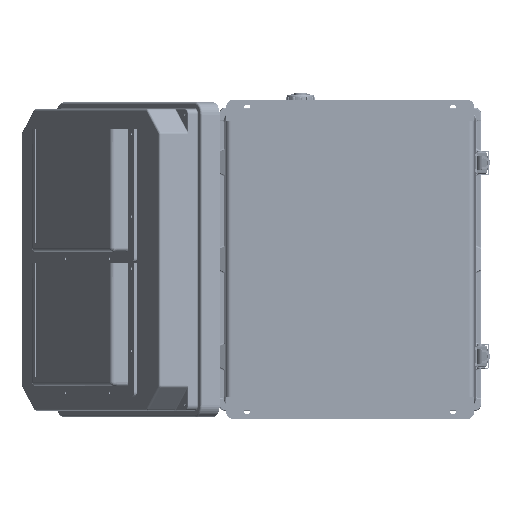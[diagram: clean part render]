
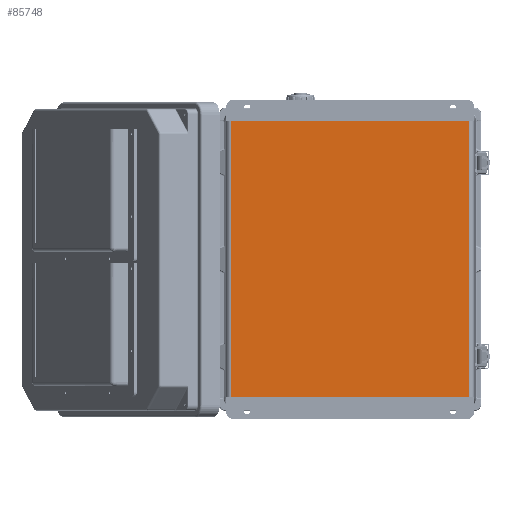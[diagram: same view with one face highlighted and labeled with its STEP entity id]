
A CAD part, front view. The second image highlights one B-rep face of the part: STEP entity #85748.
In plain terms, the highlighted planar face has unit normal (0, -1, 0).
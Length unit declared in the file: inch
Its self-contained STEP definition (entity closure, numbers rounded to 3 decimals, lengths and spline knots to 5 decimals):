
#1324 = FACE_OUTER_BOUND ( 'NONE', #130123, .T. ) ;
#1747 = VECTOR ( 'NONE', #15802, 39.37008 ) ;
#7350 = EDGE_CURVE ( 'NONE', #97822, #47611, #65230, .T. ) ;
#9831 = AXIS2_PLACEMENT_3D ( 'NONE', #97175, #43681, #86063 ) ;
#12927 = CARTESIAN_POINT ( 'NONE',  ( 5.78771, 0.05906, -14.4685 ) ) ;
#15802 = DIRECTION ( 'NONE',  ( -1., 0., 0. ) ) ;
#16363 = VECTOR ( 'NONE', #108254, 39.37008 ) ;
#19551 = ORIENTED_EDGE ( 'NONE', *, *, #118050, .F. ) ;
#24760 = LINE ( 'NONE', #131069, #59627 ) ;
#34608 = CARTESIAN_POINT ( 'NONE',  ( 5.78771, 0.05906, -1.04331 ) ) ;
#43681 = DIRECTION ( 'NONE',  ( 0., 1., 0. ) ) ;
#47611 = VERTEX_POINT ( 'NONE', #52931 ) ;
#51087 = ORIENTED_EDGE ( 'NONE', *, *, #7350, .T. ) ;
#51504 = EDGE_CURVE ( 'NONE', #135264, #60086, #68638, .T. ) ;
#52931 = CARTESIAN_POINT ( 'NONE',  ( -5.78771, 0.05906, -1.04331 ) ) ;
#59627 = VECTOR ( 'NONE', #120627, 39.37008 ) ;
#60086 = VERTEX_POINT ( 'NONE', #102827 ) ;
#65230 = LINE ( 'NONE', #107566, #67310 ) ;
#67310 = VECTOR ( 'NONE', #97151, 39.37008 ) ;
#68638 = LINE ( 'NONE', #110966, #1747 ) ;
#80001 = ORIENTED_EDGE ( 'NONE', *, *, #51504, .F. ) ;
#81359 = ORIENTED_EDGE ( 'NONE', *, *, #96900, .T. ) ;
#85748 = ADVANCED_FACE ( 'NONE', ( #1324 ), #118688, .F. ) ;
#86063 = DIRECTION ( 'NONE',  ( 0., 0., 1. ) ) ;
#96900 = EDGE_CURVE ( 'NONE', #135264, #97822, #106889, .T. ) ;
#97151 = DIRECTION ( 'NONE',  ( -1., 0., 0. ) ) ;
#97175 = CARTESIAN_POINT ( 'NONE',  ( 6.11811, 0.05906, -1.04331 ) ) ;
#97822 = VERTEX_POINT ( 'NONE', #98384 ) ;
#98384 = CARTESIAN_POINT ( 'NONE',  ( 5.78771, 0.05906, -1.04331 ) ) ;
#102827 = CARTESIAN_POINT ( 'NONE',  ( -5.78771, 0.05906, -14.4685 ) ) ;
#106889 = LINE ( 'NONE', #34608, #16363 ) ;
#107566 = CARTESIAN_POINT ( 'NONE',  ( 6.11811, 0.05906, -1.04331 ) ) ;
#108254 = DIRECTION ( 'NONE',  ( 0., 0., 1. ) ) ;
#110966 = CARTESIAN_POINT ( 'NONE',  ( 6.11811, 0.05906, -14.4685 ) ) ;
#118050 = EDGE_CURVE ( 'NONE', #60086, #47611, #24760, .T. ) ;
#118688 = PLANE ( 'NONE',  #9831 ) ;
#120627 = DIRECTION ( 'NONE',  ( 0., 0., 1. ) ) ;
#130123 = EDGE_LOOP ( 'NONE', ( #19551, #80001, #81359, #51087 ) ) ;
#131069 = CARTESIAN_POINT ( 'NONE',  ( -5.78771, 0.05906, -1.04331 ) ) ;
#135264 = VERTEX_POINT ( 'NONE', #12927 ) ;
